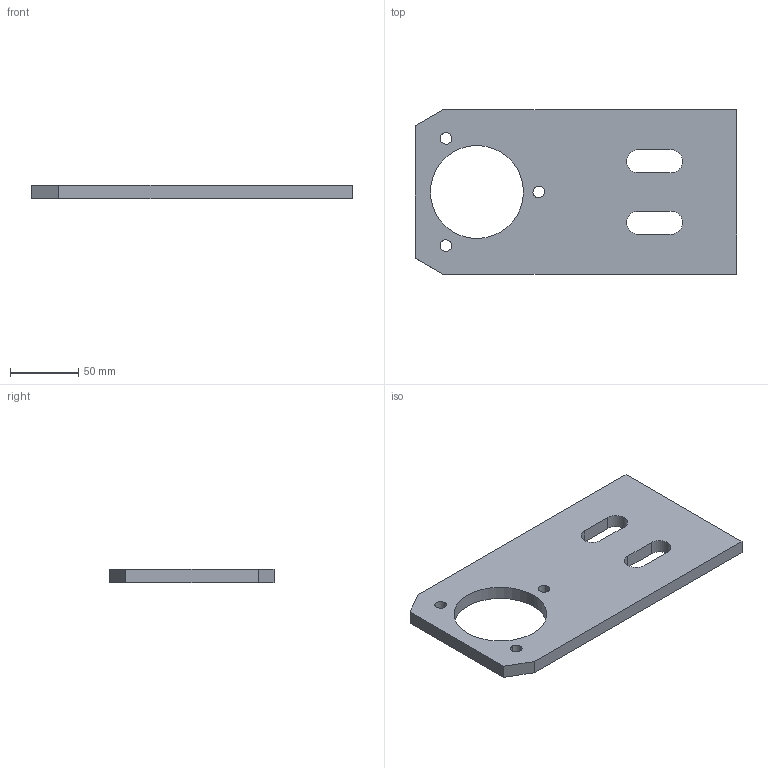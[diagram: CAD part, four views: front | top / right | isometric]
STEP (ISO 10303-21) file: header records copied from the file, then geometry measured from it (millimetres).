
FILE_DESCRIPTION(('CATIA V5 STEP Exchange'),'2;1');
FILE_NAME('platine palier portail.stp','2020-10-24T13:10:15+00:00',('none'),('none'),'CATIA Version 5 Release 21 SP 1 (IN-10)','CATIA V5 STEP AP203','none');
FILE_SCHEMA(('CONFIG_CONTROL_DESIGN'));
Length unit declared in the file: millimetre
Products named in the file (1): platine palier portail
Bounding box: 235 x 120 x 10 mm (x, y, z)
Volume: 228971.8 mm3; surface area: 57690.8 mm2
Topology: 1 solids, 1 shells, 24 faces, 66 edges, 44 vertices
Faces by surface type: plane 12, cylinder 12
Entity records: 796 total; most frequent: ORIENTED_EDGE 132, CARTESIAN_POINT 131, DIRECTION 106, EDGE_CURVE 66, AXIS2_PLACEMENT_3D 45, VERTEX_POINT 44, VECTOR 42, LINE 42
